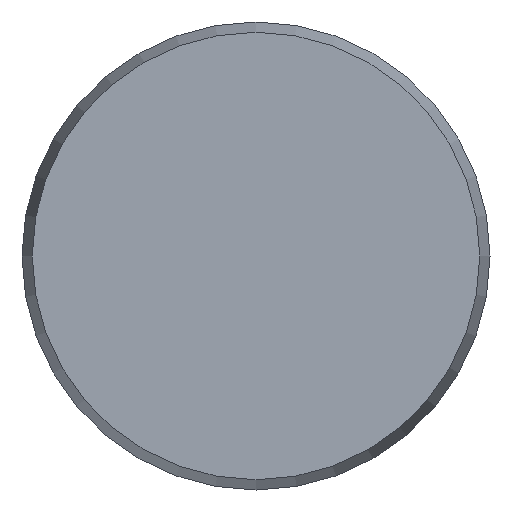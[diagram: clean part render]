
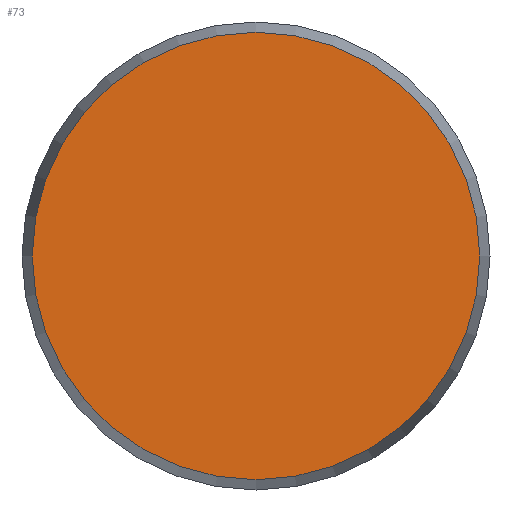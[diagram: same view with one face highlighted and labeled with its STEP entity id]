
A CAD part, front view. The second image highlights one B-rep face of the part: STEP entity #73.
In plain terms, the highlighted planar face has unit normal (0, -1, 0).
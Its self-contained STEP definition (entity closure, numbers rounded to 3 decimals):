
#73 = ADVANCED_FACE( '', ( #183 ), #184, .F. );
#183 = FACE_OUTER_BOUND( '', #338, .T. );
#184 = PLANE( '', #339 );
#338 = EDGE_LOOP( '', ( #532 ) );
#339 = AXIS2_PLACEMENT_3D( '', #533, #534, #535 );
#532 = ORIENTED_EDGE( '', *, *, #870, .T. );
#533 = CARTESIAN_POINT( '', ( 38.25, 0., 0. ) );
#534 = DIRECTION( '', ( 0., 1., 0. ) );
#535 = DIRECTION( '', ( 0., 0., 1. ) );
#870 = EDGE_CURVE( '', #1007, #1007, #1008, .T. );
#1007 = VERTEX_POINT( '', #1202 );
#1008 = CIRCLE( '', #1203, 38.25 );
#1202 = CARTESIAN_POINT( '', ( 0., 0., -38.25 ) );
#1203 = AXIS2_PLACEMENT_3D( '', #1548, #1549, #1550 );
#1548 = CARTESIAN_POINT( '', ( 0., 0., 0. ) );
#1549 = DIRECTION( '', ( 0., -1., 0. ) );
#1550 = DIRECTION( '', ( 0., 0., -1. ) );
